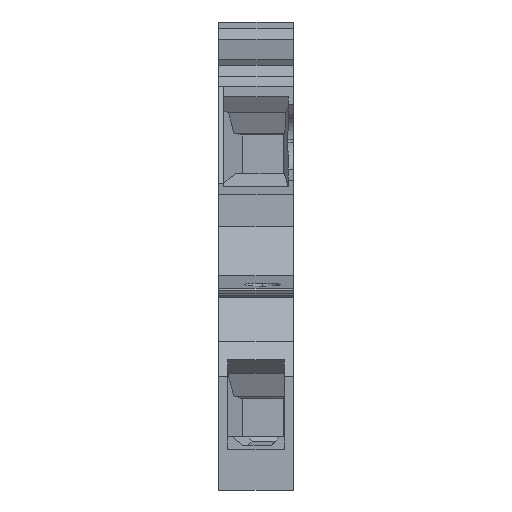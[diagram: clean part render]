
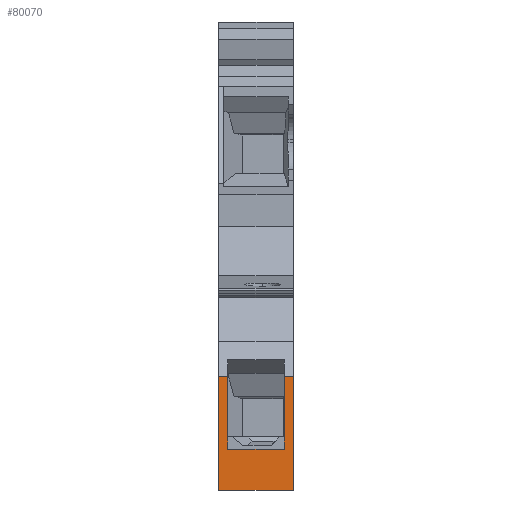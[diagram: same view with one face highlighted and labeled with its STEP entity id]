
A CAD part, front view. The second image highlights one B-rep face of the part: STEP entity #80070.
In plain terms, the highlighted face is planar.
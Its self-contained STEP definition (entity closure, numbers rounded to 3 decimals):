
#1350=CARTESIAN_POINT('',(-34.485,-10.448,
0.));
#1360=VERTEX_POINT('',#1350);
#1510=CARTESIAN_POINT('',(-34.485,-10.448,
-8.15));
#1520=VERTEX_POINT('',#1510);
#1550=CARTESIAN_POINT('',(-34.485,-10.448,0.));
#1560=DIRECTION('',(0.,0.,-1.));
#1570=VECTOR('',#1560,1.);
#1580=LINE('',#1550,#1570);
#1590=EDGE_CURVE('',#1360,#1520,#1580,.T.);
#25060=CARTESIAN_POINT('',(-35.031,-6.004,
-7.15));
#25070=VERTEX_POINT('',#25060);
#25100=CARTESIAN_POINT('',(-35.768,0.,-7.15));
#25110=DIRECTION('',(0.122,-0.993,
0.));
#25120=VECTOR('',#25110,1.);
#25130=LINE('',#25100,#25120);
#25140=CARTESIAN_POINT('',(-35.994,1.841,
-7.15));
#25150=VERTEX_POINT('',#25140);
#25160=EDGE_CURVE('',#25150,#25070,#25130,.T.);
#35790=CARTESIAN_POINT('',(-35.994,1.841,0.));
#35800=DIRECTION('',(0.,0.,-1.));
#35810=VECTOR('',#35800,1.);
#35820=LINE('',#35790,#35810);
#35830=CARTESIAN_POINT('',(-35.994,1.841,
0.));
#35840=VERTEX_POINT('',#35830);
#35850=CARTESIAN_POINT('',(-35.994,1.841,
-1.));
#35860=VERTEX_POINT('',#35850);
#35870=EDGE_CURVE('',#35840,#35860,#35820,.T.);
#35970=CARTESIAN_POINT('',(-35.994,1.841,
-8.15));
#35980=VERTEX_POINT('',#35970);
#35990=EDGE_CURVE('',#25150,#35980,#35820,.T.);
#79700=CARTESIAN_POINT('',(-35.154,-5.001,
-1.));
#79710=DIRECTION('',(-0.993,-0.122,
0.));
#79720=DIRECTION('',(0.122,-0.993,
0.));
#79730=AXIS2_PLACEMENT_3D('',#79700,#79710,#79720);
#79740=PLANE('',#79730);
#79750=ORIENTED_EDGE('',*,*,#25160,.F.);
#79760=CARTESIAN_POINT('',(-35.031,-6.004,0.));
#79770=DIRECTION('',(0.,0.,-1.));
#79780=VECTOR('',#79770,1.);
#79790=LINE('',#79760,#79780);
#79800=CARTESIAN_POINT('',(-35.031,-6.004,
-1.));
#79810=VERTEX_POINT('',#79800);
#79820=EDGE_CURVE('',#79810,#25070,#79790,.T.);
#79830=ORIENTED_EDGE('',*,*,#79820,.T.);
#79840=CARTESIAN_POINT('',(-35.768,0.,-1.));
#79850=DIRECTION('',(0.122,-0.993,
0.));
#79860=VECTOR('',#79850,1.);
#79870=LINE('',#79840,#79860);
#79880=EDGE_CURVE('',#35860,#79810,#79870,.T.);
#79890=ORIENTED_EDGE('',*,*,#79880,.T.);
#79900=ORIENTED_EDGE('',*,*,#35870,.T.);
#79910=CARTESIAN_POINT('',(-35.768,0.,0.));
#79920=DIRECTION('',(-0.122,0.993,
0.));
#79930=VECTOR('',#79920,1.);
#79940=LINE('',#79910,#79930);
#79950=EDGE_CURVE('',#1360,#35840,#79940,.T.);
#79960=ORIENTED_EDGE('',*,*,#79950,.T.);
#79970=ORIENTED_EDGE('',*,*,#1590,.F.);
#79980=CARTESIAN_POINT('',(-35.768,0.,-8.15));
#79990=DIRECTION('',(0.122,-0.993,
0.));
#80000=VECTOR('',#79990,1.);
#80010=LINE('',#79980,#80000);
#80020=EDGE_CURVE('',#35980,#1520,#80010,.T.);
#80030=ORIENTED_EDGE('',*,*,#80020,.T.);
#80040=ORIENTED_EDGE('',*,*,#35990,.T.);
#80050=EDGE_LOOP('',(#80040,#80030,#79970,#79960,#79900,#79890,#79830,
#79750));
#80060=FACE_OUTER_BOUND('',#80050,.T.);
#80070=ADVANCED_FACE('',(#80060),#79740,.T.);
